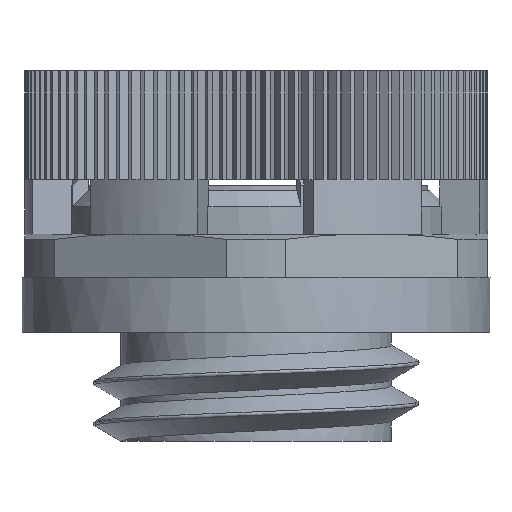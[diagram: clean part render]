
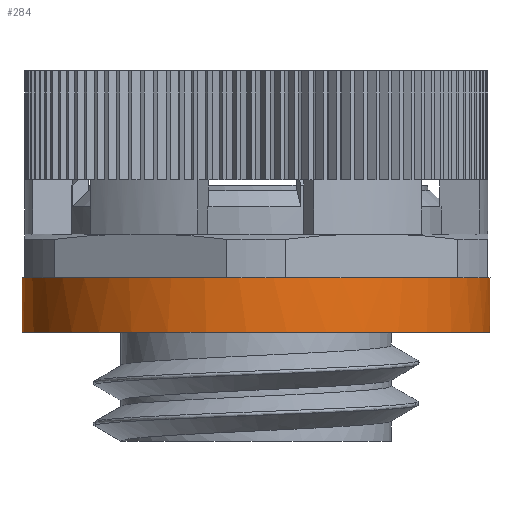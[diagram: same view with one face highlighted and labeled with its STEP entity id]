
A CAD part, left-side view. The second image highlights one B-rep face of the part: STEP entity #284.
In plain terms, the highlighted cylindrical face has radius 8.6 mm (diameter 17.2 mm), a full revolution.
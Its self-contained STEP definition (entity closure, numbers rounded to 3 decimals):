
#73=CARTESIAN_POINT('',(8.015,-3.118,0.0));
#74=VERTEX_POINT('',#73);
#75=CARTESIAN_POINT('',(6.707,-5.382,0.0));
#76=VERTEX_POINT('',#75);
#83=CARTESIAN_POINT('',(0.0,0.0,0.0));
#84=DIRECTION('',(0.0,0.0,1.0));
#85=DIRECTION('',(0.795,0.606,0.0));
#86=AXIS2_PLACEMENT_3D('',#83,#84,#85);
#87=CIRCLE('',#86,8.6);
#88=EDGE_CURVE('',#76,#74,#87,.T.);
#98=CARTESIAN_POINT('',(1.308,-8.5,0.0));
#99=VERTEX_POINT('',#98);
#100=CARTESIAN_POINT('',(-1.308,-8.5,0.0));
#101=VERTEX_POINT('',#100);
#108=CARTESIAN_POINT('',(0.0,0.0,0.0));
#109=DIRECTION('',(0.0,0.0,1.0));
#110=DIRECTION('',(0.795,0.606,0.0));
#111=AXIS2_PLACEMENT_3D('',#108,#109,#110);
#112=CIRCLE('',#111,8.6);
#113=EDGE_CURVE('',#101,#99,#112,.T.);
#123=CARTESIAN_POINT('',(-6.707,-5.382,0.0));
#124=VERTEX_POINT('',#123);
#125=CARTESIAN_POINT('',(-8.015,-3.118,0.0));
#126=VERTEX_POINT('',#125);
#133=CARTESIAN_POINT('',(0.0,0.0,0.0));
#134=DIRECTION('',(0.0,0.0,1.0));
#135=DIRECTION('',(0.795,0.606,0.0));
#136=AXIS2_PLACEMENT_3D('',#133,#134,#135);
#137=CIRCLE('',#136,8.6);
#138=EDGE_CURVE('',#126,#124,#137,.T.);
#148=CARTESIAN_POINT('',(-8.015,3.118,0.0));
#149=VERTEX_POINT('',#148);
#150=CARTESIAN_POINT('',(-6.707,5.382,0.0));
#151=VERTEX_POINT('',#150);
#158=CARTESIAN_POINT('',(0.0,0.0,0.0));
#159=DIRECTION('',(0.0,0.0,1.0));
#160=DIRECTION('',(0.795,0.606,0.0));
#161=AXIS2_PLACEMENT_3D('',#158,#159,#160);
#162=CIRCLE('',#161,8.6);
#163=EDGE_CURVE('',#151,#149,#162,.T.);
#173=CARTESIAN_POINT('',(-1.308,8.5,0.0));
#174=VERTEX_POINT('',#173);
#175=CARTESIAN_POINT('',(1.308,8.5,0.0));
#176=VERTEX_POINT('',#175);
#183=CARTESIAN_POINT('',(0.0,0.0,0.0));
#184=DIRECTION('',(0.0,0.0,1.0));
#185=DIRECTION('',(0.795,0.606,0.0));
#186=AXIS2_PLACEMENT_3D('',#183,#184,#185);
#187=CIRCLE('',#186,8.6);
#188=EDGE_CURVE('',#176,#174,#187,.T.);
#198=CARTESIAN_POINT('',(6.707,5.382,0.0));
#199=VERTEX_POINT('',#198);
#200=CARTESIAN_POINT('',(8.015,3.118,0.0));
#201=VERTEX_POINT('',#200);
#208=CARTESIAN_POINT('',(0.0,0.0,0.0));
#209=DIRECTION('',(0.0,0.0,1.0));
#210=DIRECTION('',(0.795,0.606,0.0));
#211=AXIS2_PLACEMENT_3D('',#208,#209,#210);
#212=CIRCLE('',#211,8.6);
#213=EDGE_CURVE('',#201,#199,#212,.T.);
#218=CARTESIAN_POINT('',(0.0,0.0,-2.0));
#219=DIRECTION('',(0.0,0.0,1.0));
#220=DIRECTION('',(0.795,0.606,0.0));
#221=AXIS2_PLACEMENT_3D('',#218,#219,#220);
#222=CYLINDRICAL_SURFACE('',#221,8.6);
#223=ORIENTED_EDGE('',*,*,#138,.F.);
#224=CARTESIAN_POINT('',(0.0,0.0,0.0));
#225=DIRECTION('',(0.0,0.0,1.0));
#226=DIRECTION('',(0.795,0.606,0.0));
#227=AXIS2_PLACEMENT_3D('',#224,#225,#226);
#228=CIRCLE('',#227,8.6);
#229=EDGE_CURVE('',#149,#126,#228,.T.);
#230=ORIENTED_EDGE('',*,*,#229,.F.);
#231=ORIENTED_EDGE('',*,*,#163,.F.);
#232=CARTESIAN_POINT('',(0.0,0.0,0.0));
#233=DIRECTION('',(0.0,0.0,1.0));
#234=DIRECTION('',(0.795,0.606,0.0));
#235=AXIS2_PLACEMENT_3D('',#232,#233,#234);
#236=CIRCLE('',#235,8.6);
#237=EDGE_CURVE('',#174,#151,#236,.T.);
#238=ORIENTED_EDGE('',*,*,#237,.F.);
#239=ORIENTED_EDGE('',*,*,#188,.F.);
#240=CARTESIAN_POINT('',(0.0,0.0,0.0));
#241=DIRECTION('',(0.0,0.0,1.0));
#242=DIRECTION('',(0.795,0.606,0.0));
#243=AXIS2_PLACEMENT_3D('',#240,#241,#242);
#244=CIRCLE('',#243,8.6);
#245=EDGE_CURVE('',#199,#176,#244,.T.);
#246=ORIENTED_EDGE('',*,*,#245,.F.);
#247=ORIENTED_EDGE('',*,*,#213,.F.);
#248=CARTESIAN_POINT('',(0.0,0.0,0.0));
#249=DIRECTION('',(0.0,0.0,1.0));
#250=DIRECTION('',(0.795,0.606,0.0));
#251=AXIS2_PLACEMENT_3D('',#248,#249,#250);
#252=CIRCLE('',#251,8.6);
#253=EDGE_CURVE('',#74,#201,#252,.T.);
#254=ORIENTED_EDGE('',*,*,#253,.F.);
#255=ORIENTED_EDGE('',*,*,#88,.F.);
#256=CARTESIAN_POINT('',(0.0,0.0,0.0));
#257=DIRECTION('',(0.0,0.0,1.0));
#258=DIRECTION('',(0.795,0.606,0.0));
#259=AXIS2_PLACEMENT_3D('',#256,#257,#258);
#260=CIRCLE('',#259,8.6);
#261=EDGE_CURVE('',#99,#76,#260,.T.);
#262=ORIENTED_EDGE('',*,*,#261,.F.);
#263=ORIENTED_EDGE('',*,*,#113,.F.);
#264=CARTESIAN_POINT('',(0.0,0.0,0.0));
#265=DIRECTION('',(0.0,0.0,1.0));
#266=DIRECTION('',(0.795,0.606,0.0));
#267=AXIS2_PLACEMENT_3D('',#264,#265,#266);
#268=CIRCLE('',#267,8.6);
#269=EDGE_CURVE('',#124,#101,#268,.T.);
#270=ORIENTED_EDGE('',*,*,#269,.F.);
#271=EDGE_LOOP('',(#223,#230,#231,#238,#239,#246,#247,#254,#255,#262,#263,#270));
#272=FACE_OUTER_BOUND('',#271,.T.);
#273=CARTESIAN_POINT('',(-6.839,-5.214,-2.0));
#274=VERTEX_POINT('',#273);
#275=CARTESIAN_POINT('',(0.0,0.0,-2.0));
#276=DIRECTION('',(0.0,0.0,-1.0));
#277=DIRECTION('',(0.795,0.606,0.0));
#278=AXIS2_PLACEMENT_3D('',#275,#276,#277);
#279=CIRCLE('',#278,8.6);
#280=EDGE_CURVE('',#274,#274,#279,.T.);
#281=ORIENTED_EDGE('',*,*,#280,.F.);
#282=EDGE_LOOP('',(#281));
#283=FACE_BOUND('',#282,.T.);
#284=ADVANCED_FACE('',(#272,#283),#222,.T.);
